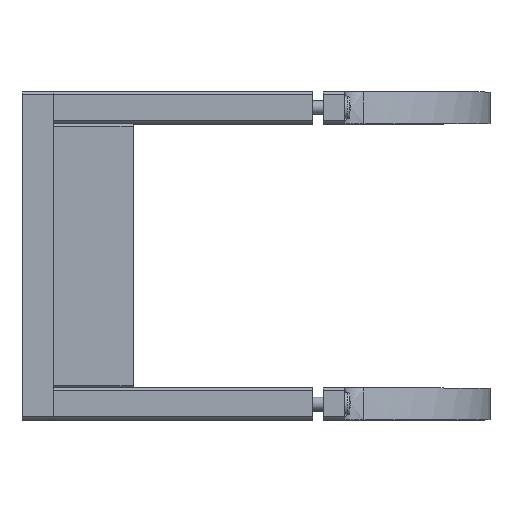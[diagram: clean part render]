
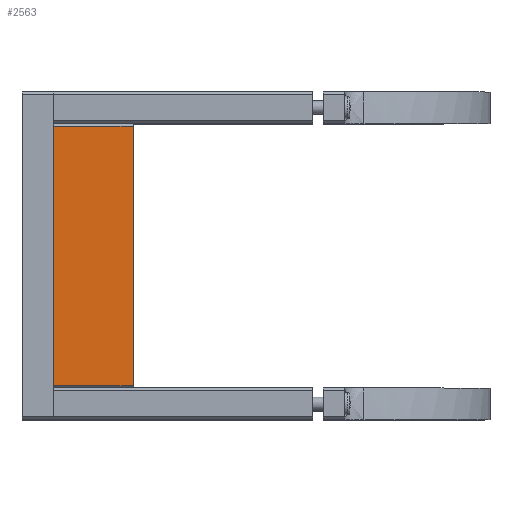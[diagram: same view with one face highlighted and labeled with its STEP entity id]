
A CAD part, top view. The second image highlights one B-rep face of the part: STEP entity #2563.
In plain terms, the highlighted free-form (B-spline) face has degree [1, 1] with [2, 2] control points.
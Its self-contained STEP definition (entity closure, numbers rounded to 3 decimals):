
#310 = CARTESIAN_POINT ( 'NONE',  ( 30., -49., 6. ) ) ;
#373 = B_SPLINE_SURFACE_WITH_KNOTS ( 'NONE', 1, 1, ( 
 ( #1770, #5116 ),
 ( #3970, #5657 ) ),
 .UNSPECIFIED., .F., .F., .F.,
 ( 2, 2 ),
 ( 2, 2 ),
 ( 0., 1. ),
 ( 0., 1. ),
 .UNSPECIFIED. ) ;
#563 = EDGE_CURVE ( 'NONE', #1792, #2885, #5762, .T. ) ;
#596 = ORIENTED_EDGE ( 'NONE', *, *, #5132, .T. ) ;
#700 = CARTESIAN_POINT ( 'NONE',  ( 30., -49., 6. ) ) ;
#718 = CARTESIAN_POINT ( 'NONE',  ( 0., 49., 6. ) ) ;
#873 = B_SPLINE_CURVE_WITH_KNOTS ( 'NONE', 1,
 ( #6657, #310 ),
 .UNSPECIFIED., .F., .F.,
 ( 2, 2 ),
 ( 0., 1. ),
 .UNSPECIFIED. ) ;
#1436 = EDGE_CURVE ( 'NONE', #5711, #1835, #4275, .T. ) ;
#1716 = CARTESIAN_POINT ( 'NONE',  ( 0., -49., 6. ) ) ;
#1770 = CARTESIAN_POINT ( 'NONE',  ( 0., -49., 6. ) ) ;
#1792 = VERTEX_POINT ( 'NONE', #1716 ) ;
#1835 = VERTEX_POINT ( 'NONE', #700 ) ;
#2104 = FACE_OUTER_BOUND ( 'NONE', #5087, .T. ) ;
#2434 = ORIENTED_EDGE ( 'NONE', *, *, #6661, .T. ) ;
#2526 = CARTESIAN_POINT ( 'NONE',  ( 0., -49., 6. ) ) ;
#2563 = ADVANCED_FACE ( 'NONE', ( #2104 ), #373, .T. ) ;
#2885 = VERTEX_POINT ( 'NONE', #5440 ) ;
#3970 = CARTESIAN_POINT ( 'NONE',  ( 30., -49., 6. ) ) ;
#4254 = CARTESIAN_POINT ( 'NONE',  ( 30., 49., 6. ) ) ;
#4275 = B_SPLINE_CURVE_WITH_KNOTS ( 'NONE', 1,
 ( #4254, #4338 ),
 .UNSPECIFIED., .F., .F.,
 ( 2, 2 ),
 ( 0., 1. ),
 .UNSPECIFIED. ) ;
#4277 = ORIENTED_EDGE ( 'NONE', *, *, #1436, .F. ) ;
#4338 = CARTESIAN_POINT ( 'NONE',  ( 30., -49., 6. ) ) ;
#4744 = CARTESIAN_POINT ( 'NONE',  ( 30., 49., 6. ) ) ;
#5087 = EDGE_LOOP ( 'NONE', ( #4277, #596, #6568, #2434 ) ) ;
#5116 = CARTESIAN_POINT ( 'NONE',  ( 0., 49., 6. ) ) ;
#5132 = EDGE_CURVE ( 'NONE', #5711, #2885, #6486, .T. ) ;
#5440 = CARTESIAN_POINT ( 'NONE',  ( 0., 49., 6. ) ) ;
#5657 = CARTESIAN_POINT ( 'NONE',  ( 30., 49., 6. ) ) ;
#5711 = VERTEX_POINT ( 'NONE', #6501 ) ;
#5762 = B_SPLINE_CURVE_WITH_KNOTS ( 'NONE', 1,
 ( #2526, #6494 ),
 .UNSPECIFIED., .F., .F.,
 ( 2, 2 ),
 ( 0., 1. ),
 .UNSPECIFIED. ) ;
#6486 = B_SPLINE_CURVE_WITH_KNOTS ( 'NONE', 1,
 ( #4744, #718 ),
 .UNSPECIFIED., .F., .F.,
 ( 2, 2 ),
 ( 0., 1. ),
 .UNSPECIFIED. ) ;
#6494 = CARTESIAN_POINT ( 'NONE',  ( 0., 49., 6. ) ) ;
#6501 = CARTESIAN_POINT ( 'NONE',  ( 30., 49., 6. ) ) ;
#6568 = ORIENTED_EDGE ( 'NONE', *, *, #563, .F. ) ;
#6657 = CARTESIAN_POINT ( 'NONE',  ( 0., -49., 6. ) ) ;
#6661 = EDGE_CURVE ( 'NONE', #1792, #1835, #873, .T. ) ;
